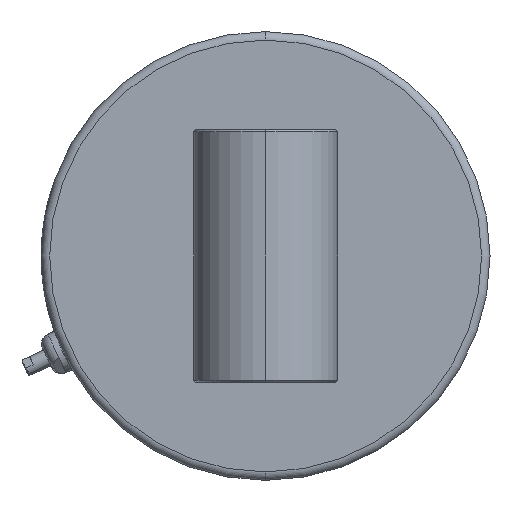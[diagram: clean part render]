
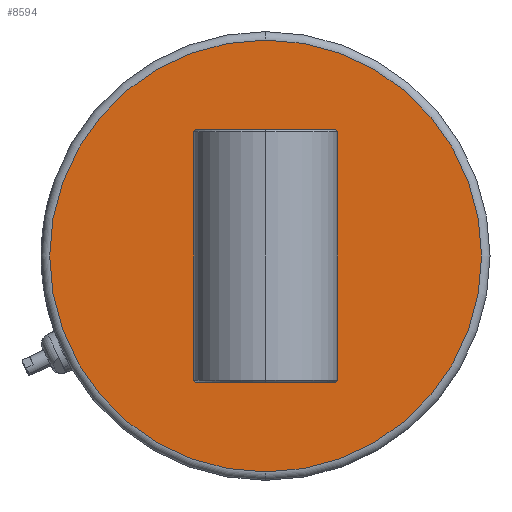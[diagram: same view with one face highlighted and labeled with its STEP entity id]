
A CAD part, left-side view. The second image highlights one B-rep face of the part: STEP entity #8594.
In plain terms, the highlighted planar face has unit normal (-1, 0, 0).
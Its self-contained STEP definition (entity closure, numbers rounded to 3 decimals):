
#497 = CARTESIAN_POINT ( 'NONE',  ( -55., 0., 0. ) ) ;
#498 = CARTESIAN_POINT ( 'NONE',  ( -55., -17., -29.3 ) ) ;
#804 = VERTEX_POINT ( 'NONE', #3506 ) ;
#944 = VERTEX_POINT ( 'NONE', #13190 ) ;
#1212 = EDGE_CURVE ( 'NONE', #804, #15344, #22748, .T. ) ;
#1248 = DIRECTION ( 'NONE',  ( 0., 0., 1. ) ) ;
#1329 = ORIENTED_EDGE ( 'NONE', *, *, #22285, .T. ) ;
#1661 = DIRECTION ( 'NONE',  ( 0., -0.707, -0.707 ) ) ;
#1734 = DIRECTION ( 'NONE',  ( -1., 0., 0. ) ) ;
#2021 = ORIENTED_EDGE ( 'NONE', *, *, #2289, .T. ) ;
#2230 = CARTESIAN_POINT ( 'NONE',  ( -55., -17., -29.8 ) ) ;
#2244 = ORIENTED_EDGE ( 'NONE', *, *, #9990, .F. ) ;
#2289 = EDGE_CURVE ( 'NONE', #22762, #8698, #17863, .T. ) ;
#2813 = CARTESIAN_POINT ( 'NONE',  ( -55., 17., -29.3 ) ) ;
#2871 = VERTEX_POINT ( 'NONE', #2813 ) ;
#3506 = CARTESIAN_POINT ( 'NONE',  ( -55., 16.5, -29.8 ) ) ;
#3670 = DIRECTION ( 'NONE',  ( 0., 1., 0. ) ) ;
#3784 = CARTESIAN_POINT ( 'NONE',  ( -55., -16.5, 29.8 ) ) ;
#3974 = VECTOR ( 'NONE', #19843, 1000. ) ;
#4084 = DIRECTION ( 'NONE',  ( 0., -1., 0. ) ) ;
#4768 = CARTESIAN_POINT ( 'NONE',  ( -55., 16.5, -29.8 ) ) ;
#4940 = VERTEX_POINT ( 'NONE', #5019 ) ;
#5019 = CARTESIAN_POINT ( 'NONE',  ( -55., 0., -51. ) ) ;
#5060 = ORIENTED_EDGE ( 'NONE', *, *, #1212, .F. ) ;
#8199 = CARTESIAN_POINT ( 'NONE',  ( -55., 53., 0. ) ) ;
#8445 = VERTEX_POINT ( 'NONE', #498 ) ;
#8594 = ADVANCED_FACE ( 'NONE', ( #28876, #24108 ), #19781, .T. ) ;
#8698 = VERTEX_POINT ( 'NONE', #15720 ) ;
#8752 = ORIENTED_EDGE ( 'NONE', *, *, #16507, .F. ) ;
#8862 = ORIENTED_EDGE ( 'NONE', *, *, #23649, .T. ) ;
#9990 = EDGE_CURVE ( 'NONE', #8445, #8698, #26945, .T. ) ;
#10189 = AXIS2_PLACEMENT_3D ( 'NONE', #10836, #1734, #20102 ) ;
#10460 = VECTOR ( 'NONE', #24728, 1000. ) ;
#10759 = CARTESIAN_POINT ( 'NONE',  ( -55., -16.5, 29.8 ) ) ;
#10826 = ORIENTED_EDGE ( 'NONE', *, *, #11512, .F. ) ;
#10836 = CARTESIAN_POINT ( 'NONE',  ( -55., 0., 0. ) ) ;
#10837 = CARTESIAN_POINT ( 'NONE',  ( -55., -17., -29.3 ) ) ;
#11512 = EDGE_CURVE ( 'NONE', #29689, #2871, #19696, .T. ) ;
#11962 = EDGE_CURVE ( 'NONE', #8445, #15344, #13311, .T. ) ;
#13190 = CARTESIAN_POINT ( 'NONE',  ( -55., 0., 51. ) ) ;
#13311 = LINE ( 'NONE', #10837, #20592 ) ;
#13504 = VECTOR ( 'NONE', #1661, 1000. ) ;
#13751 = VECTOR ( 'NONE', #29247, 1000. ) ;
#14781 = AXIS2_PLACEMENT_3D ( 'NONE', #8199, #14994, #1248 ) ;
#14994 = DIRECTION ( 'NONE',  ( -1., 0., 0. ) ) ;
#15344 = VERTEX_POINT ( 'NONE', #22140 ) ;
#15407 = VECTOR ( 'NONE', #4084, 1000. ) ;
#15720 = CARTESIAN_POINT ( 'NONE',  ( -55., -17., 29.3 ) ) ;
#16026 = DIRECTION ( 'NONE',  ( 0., 0.707, 0.707 ) ) ;
#16236 = EDGE_LOOP ( 'NONE', ( #29008, #1329 ) ) ;
#16507 = EDGE_CURVE ( 'NONE', #22762, #21181, #17550, .T. ) ;
#17550 = LINE ( 'NONE', #24663, #25410 ) ;
#17863 = LINE ( 'NONE', #10759, #13504 ) ;
#18783 = EDGE_CURVE ( 'NONE', #29689, #21181, #22406, .T. ) ;
#19305 = DIRECTION ( 'NONE',  ( 0., 0., 1. ) ) ;
#19617 = DIRECTION ( 'NONE',  ( -1., 0., 0. ) ) ;
#19696 = LINE ( 'NONE', #22006, #3974 ) ;
#19748 = EDGE_CURVE ( 'NONE', #944, #4940, #25363, .T. ) ;
#19781 = PLANE ( 'NONE',  #14781 ) ;
#19843 = DIRECTION ( 'NONE',  ( 0., 0., -1. ) ) ;
#19934 = AXIS2_PLACEMENT_3D ( 'NONE', #497, #19617, #19305 ) ;
#20102 = DIRECTION ( 'NONE',  ( 0., 0., 1. ) ) ;
#20251 = DIRECTION ( 'NONE',  ( 0., 0.707, -0.707 ) ) ;
#20592 = VECTOR ( 'NONE', #20251, 1000. ) ;
#21181 = VERTEX_POINT ( 'NONE', #21629 ) ;
#21629 = CARTESIAN_POINT ( 'NONE',  ( -55., 16.5, 29.8 ) ) ;
#21980 = ORIENTED_EDGE ( 'NONE', *, *, #18783, .T. ) ;
#22006 = CARTESIAN_POINT ( 'NONE',  ( -55., 17., 29.8 ) ) ;
#22140 = CARTESIAN_POINT ( 'NONE',  ( -55., -16.5, -29.8 ) ) ;
#22285 = EDGE_CURVE ( 'NONE', #4940, #944, #23498, .T. ) ;
#22406 = LINE ( 'NONE', #27354, #10460 ) ;
#22748 = LINE ( 'NONE', #2230, #15407 ) ;
#22762 = VERTEX_POINT ( 'NONE', #3784 ) ;
#23498 = CIRCLE ( 'NONE', #10189, 51. ) ;
#23649 = EDGE_CURVE ( 'NONE', #804, #2871, #25781, .T. ) ;
#24108 = FACE_BOUND ( 'NONE', #28719, .T. ) ;
#24663 = CARTESIAN_POINT ( 'NONE',  ( -55., -17., 29.8 ) ) ;
#24728 = DIRECTION ( 'NONE',  ( 0., -0.707, 0.707 ) ) ;
#25363 = CIRCLE ( 'NONE', #19934, 51. ) ;
#25392 = ORIENTED_EDGE ( 'NONE', *, *, #11962, .T. ) ;
#25410 = VECTOR ( 'NONE', #3670, 1000. ) ;
#25781 = LINE ( 'NONE', #4768, #27983 ) ;
#26650 = CARTESIAN_POINT ( 'NONE',  ( -55., -17., 29.8 ) ) ;
#26694 = CARTESIAN_POINT ( 'NONE',  ( -55., 17., 29.3 ) ) ;
#26945 = LINE ( 'NONE', #26650, #13751 ) ;
#27354 = CARTESIAN_POINT ( 'NONE',  ( -55., 17., 29.3 ) ) ;
#27983 = VECTOR ( 'NONE', #16026, 1000. ) ;
#28719 = EDGE_LOOP ( 'NONE', ( #2244, #25392, #5060, #8862, #10826, #21980, #8752, #2021 ) ) ;
#28876 = FACE_OUTER_BOUND ( 'NONE', #16236, .T. ) ;
#29008 = ORIENTED_EDGE ( 'NONE', *, *, #19748, .T. ) ;
#29247 = DIRECTION ( 'NONE',  ( 0., 0., 1. ) ) ;
#29689 = VERTEX_POINT ( 'NONE', #26694 ) ;
